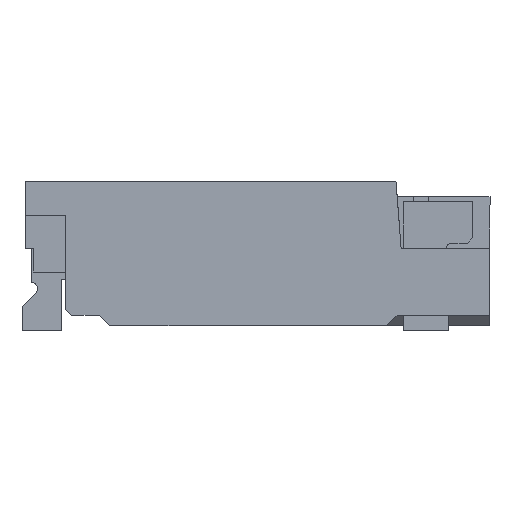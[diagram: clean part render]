
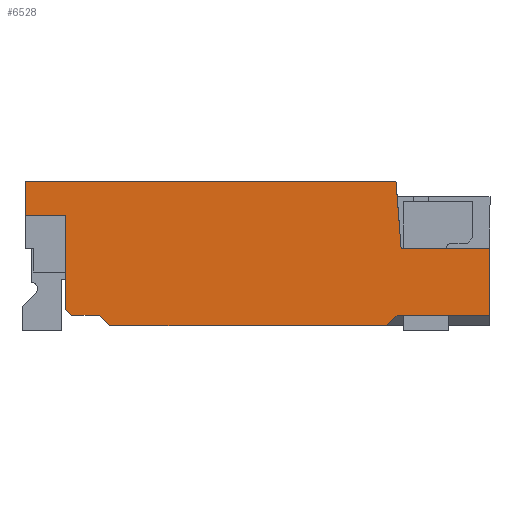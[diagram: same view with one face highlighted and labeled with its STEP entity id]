
A CAD part, left-side view. The second image highlights one B-rep face of the part: STEP entity #6528.
In plain terms, the highlighted planar face has unit normal (-1, 0, 0).
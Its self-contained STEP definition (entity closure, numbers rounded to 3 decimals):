
#417 = ORIENTED_EDGE ( 'NONE', *, *, #13390, .T. ) ;
#645 = CARTESIAN_POINT ( 'NONE',  ( -2.1, -2.265, 0.06 ) ) ;
#706 = ORIENTED_EDGE ( 'NONE', *, *, #17061, .T. ) ;
#903 = VERTEX_POINT ( 'NONE', #14460 ) ;
#971 = VECTOR ( 'NONE', #13051, 1000. ) ;
#1149 = LINE ( 'NONE', #13120, #13716 ) ;
#1155 = VECTOR ( 'NONE', #11101, 1000. ) ;
#1360 = CARTESIAN_POINT ( 'NONE',  ( -2.1, -1.265, -0.69 ) ) ;
#1374 = DIRECTION ( 'NONE',  ( 0., -0.707, 0.707 ) ) ;
#1985 = CARTESIAN_POINT ( 'NONE',  ( -2.1, 1.515, -0.59 ) ) ;
#2287 = EDGE_CURVE ( 'NONE', #6979, #14055, #16512, .T. ) ;
#2430 = VECTOR ( 'NONE', #13357, 1000. ) ;
#3104 = CARTESIAN_POINT ( 'NONE',  ( -2.1, 1.415, -0.69 ) ) ;
#3155 = VERTEX_POINT ( 'NONE', #19446 ) ;
#3239 = ORIENTED_EDGE ( 'NONE', *, *, #4737, .T. ) ;
#3261 = DIRECTION ( 'NONE',  ( 0., 0., -1. ) ) ;
#3527 = CARTESIAN_POINT ( 'NONE',  ( -2.1, -2.265, -0.59 ) ) ;
#3584 = DIRECTION ( 'NONE',  ( 0., 0., -1. ) ) ;
#3611 = CARTESIAN_POINT ( 'NONE',  ( -2.1, -1.355, 0.71 ) ) ;
#3930 = LINE ( 'NONE', #7103, #971 ) ;
#4241 = CARTESIAN_POINT ( 'NONE',  ( -2.1, 1.845, -0.53 ) ) ;
#4317 = EDGE_CURVE ( 'NONE', #12383, #15833, #12063, .T. ) ;
#4476 = EDGE_CURVE ( 'NONE', #5725, #18660, #7984, .T. ) ;
#4737 = EDGE_CURVE ( 'NONE', #8877, #903, #12626, .T. ) ;
#4805 = EDGE_CURVE ( 'NONE', #18136, #17395, #11137, .T. ) ;
#5005 = DIRECTION ( 'NONE',  ( 0., -0.707, -0.707 ) ) ;
#5317 = EDGE_CURVE ( 'NONE', #6837, #6979, #1149, .T. ) ;
#5725 = VERTEX_POINT ( 'NONE', #17319 ) ;
#6104 = ORIENTED_EDGE ( 'NONE', *, *, #15313, .T. ) ;
#6202 = DIRECTION ( 'NONE',  ( 0., -1., 0. ) ) ;
#6243 = DIRECTION ( 'NONE',  ( 0., -1., 0. ) ) ;
#6259 = ORIENTED_EDGE ( 'NONE', *, *, #4805, .T. ) ;
#6374 = CARTESIAN_POINT ( 'NONE',  ( -2.1, 1.845, 0.38 ) ) ;
#6528 = ADVANCED_FACE ( 'NONE', ( #19058 ), #6720, .T. ) ;
#6720 = PLANE ( 'NONE',  #16600 ) ;
#6837 = VERTEX_POINT ( 'NONE', #11910 ) ;
#6979 = VERTEX_POINT ( 'NONE', #18356 ) ;
#7103 = CARTESIAN_POINT ( 'NONE',  ( -2.1, -2.265, 0.06 ) ) ;
#7298 = ORIENTED_EDGE ( 'NONE', *, *, #4317, .F. ) ;
#7316 = VERTEX_POINT ( 'NONE', #1985 ) ;
#7549 = LINE ( 'NONE', #15159, #13950 ) ;
#7709 = CARTESIAN_POINT ( 'NONE',  ( -2.1, 2.235, 0.38 ) ) ;
#7890 = EDGE_CURVE ( 'NONE', #7316, #18136, #8826, .T. ) ;
#7984 = LINE ( 'NONE', #3611, #11895 ) ;
#8118 = LINE ( 'NONE', #15736, #1155 ) ;
#8826 = LINE ( 'NONE', #14854, #2430 ) ;
#8877 = VERTEX_POINT ( 'NONE', #4241 ) ;
#9092 = CARTESIAN_POINT ( 'NONE',  ( -2.1, -2.265, -0.59 ) ) ;
#9174 = DIRECTION ( 'NONE',  ( 0., -1., 0. ) ) ;
#10320 = VECTOR ( 'NONE', #11167, 1000. ) ;
#10521 = EDGE_LOOP ( 'NONE', ( #18919, #10672, #13807, #18774, #3239, #6104, #14997, #6259, #417, #7298, #18207, #706, #18423 ) ) ;
#10536 = VECTOR ( 'NONE', #3584, 1000. ) ;
#10599 = VECTOR ( 'NONE', #1374, 1000. ) ;
#10672 = ORIENTED_EDGE ( 'NONE', *, *, #5317, .T. ) ;
#10817 = CARTESIAN_POINT ( 'NONE',  ( -2.1, -1.365, -0.59 ) ) ;
#11101 = DIRECTION ( 'NONE',  ( 0., -1., 0. ) ) ;
#11137 = LINE ( 'NONE', #3104, #15055 ) ;
#11167 = DIRECTION ( 'NONE',  ( 0., -1., 0. ) ) ;
#11550 = VECTOR ( 'NONE', #6243, 1000. ) ;
#11895 = VECTOR ( 'NONE', #15703, 1000. ) ;
#11910 = CARTESIAN_POINT ( 'NONE',  ( -2.1, 2.235, 0.71 ) ) ;
#12063 = LINE ( 'NONE', #9092, #16930 ) ;
#12383 = VERTEX_POINT ( 'NONE', #3527 ) ;
#12535 = VECTOR ( 'NONE', #5005, 1000. ) ;
#12626 = LINE ( 'NONE', #18564, #12535 ) ;
#13051 = DIRECTION ( 'NONE',  ( 0., 1., 0. ) ) ;
#13120 = CARTESIAN_POINT ( 'NONE',  ( -2.1, 2.235, 0.71 ) ) ;
#13357 = DIRECTION ( 'NONE',  ( 0., -0.707, -0.707 ) ) ;
#13390 = EDGE_CURVE ( 'NONE', #17395, #15833, #17789, .T. ) ;
#13414 = CARTESIAN_POINT ( 'NONE',  ( -2.1, 1.415, -0.69 ) ) ;
#13716 = VECTOR ( 'NONE', #19146, 1000. ) ;
#13807 = ORIENTED_EDGE ( 'NONE', *, *, #2287, .T. ) ;
#13950 = VECTOR ( 'NONE', #3261, 1000. ) ;
#14055 = VERTEX_POINT ( 'NONE', #6374 ) ;
#14460 = CARTESIAN_POINT ( 'NONE',  ( -2.1, 1.785, -0.59 ) ) ;
#14813 = DIRECTION ( 'NONE',  ( 0., 1., 0. ) ) ;
#14854 = CARTESIAN_POINT ( 'NONE',  ( -2.1, 1.515, -0.59 ) ) ;
#14997 = ORIENTED_EDGE ( 'NONE', *, *, #7890, .T. ) ;
#15055 = VECTOR ( 'NONE', #9174, 1000. ) ;
#15159 = CARTESIAN_POINT ( 'NONE',  ( -2.1, 1.845, 0.38 ) ) ;
#15313 = EDGE_CURVE ( 'NONE', #903, #7316, #8118, .T. ) ;
#15519 = CARTESIAN_POINT ( 'NONE',  ( -2.1, 2.235, 0.71 ) ) ;
#15693 = EDGE_CURVE ( 'NONE', #6837, #5725, #17007, .T. ) ;
#15703 = DIRECTION ( 'NONE',  ( 0., -0.077, -0.997 ) ) ;
#15736 = CARTESIAN_POINT ( 'NONE',  ( -2.1, 1.785, -0.59 ) ) ;
#15833 = VERTEX_POINT ( 'NONE', #10817 ) ;
#16403 = CARTESIAN_POINT ( 'NONE',  ( -2.1, -1.265, -0.69 ) ) ;
#16512 = LINE ( 'NONE', #7709, #11550 ) ;
#16600 = AXIS2_PLACEMENT_3D ( 'NONE', #18277, #18171, #6202 ) ;
#16930 = VECTOR ( 'NONE', #14813, 1000. ) ;
#17007 = LINE ( 'NONE', #15519, #10320 ) ;
#17061 = EDGE_CURVE ( 'NONE', #3155, #18660, #3930, .T. ) ;
#17063 = CARTESIAN_POINT ( 'NONE',  ( -2.1, -1.405, 0.06 ) ) ;
#17319 = CARTESIAN_POINT ( 'NONE',  ( -2.1, -1.355, 0.71 ) ) ;
#17395 = VERTEX_POINT ( 'NONE', #1360 ) ;
#17652 = EDGE_CURVE ( 'NONE', #14055, #8877, #7549, .T. ) ;
#17789 = LINE ( 'NONE', #16403, #10599 ) ;
#18136 = VERTEX_POINT ( 'NONE', #13414 ) ;
#18171 = DIRECTION ( 'NONE',  ( -1., 0., 0. ) ) ;
#18207 = ORIENTED_EDGE ( 'NONE', *, *, #18708, .F. ) ;
#18277 = CARTESIAN_POINT ( 'NONE',  ( -2.1, 2.235, 0.71 ) ) ;
#18356 = CARTESIAN_POINT ( 'NONE',  ( -2.1, 2.235, 0.38 ) ) ;
#18423 = ORIENTED_EDGE ( 'NONE', *, *, #4476, .F. ) ;
#18564 = CARTESIAN_POINT ( 'NONE',  ( -2.1, 1.845, -0.53 ) ) ;
#18660 = VERTEX_POINT ( 'NONE', #17063 ) ;
#18708 = EDGE_CURVE ( 'NONE', #3155, #12383, #18843, .T. ) ;
#18774 = ORIENTED_EDGE ( 'NONE', *, *, #17652, .T. ) ;
#18843 = LINE ( 'NONE', #645, #10536 ) ;
#18919 = ORIENTED_EDGE ( 'NONE', *, *, #15693, .F. ) ;
#19058 = FACE_OUTER_BOUND ( 'NONE', #10521, .T. ) ;
#19146 = DIRECTION ( 'NONE',  ( 0., 0., -1. ) ) ;
#19446 = CARTESIAN_POINT ( 'NONE',  ( -2.1, -2.265, 0.06 ) ) ;
